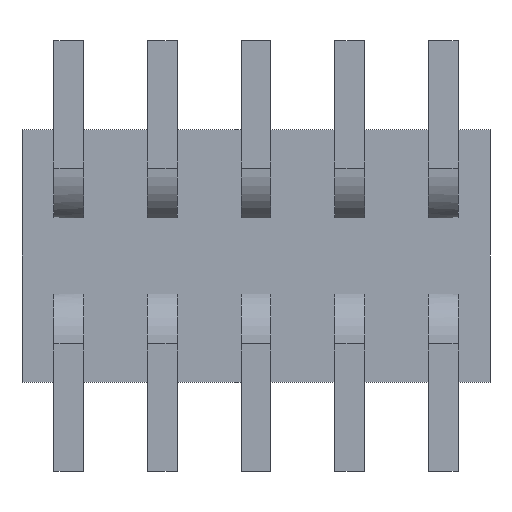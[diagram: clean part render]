
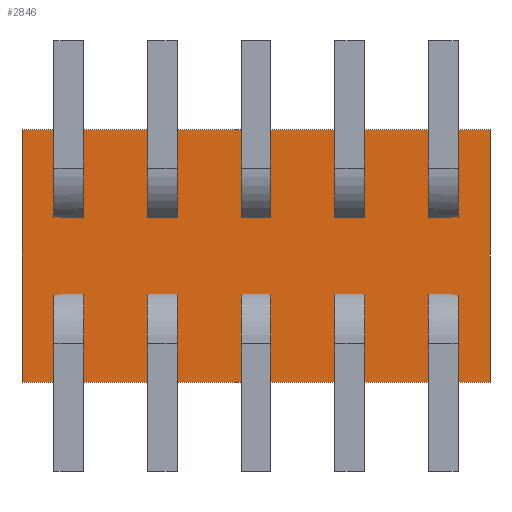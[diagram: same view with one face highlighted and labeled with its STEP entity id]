
A CAD part, front view. The second image highlights one B-rep face of the part: STEP entity #2846.
In plain terms, the highlighted planar face has unit normal (0, -1, 0).
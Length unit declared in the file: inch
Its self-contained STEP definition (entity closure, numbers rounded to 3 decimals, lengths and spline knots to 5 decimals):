
#873=ORIENTED_EDGE('',*,*,#1263,.F.);
#874=ORIENTED_EDGE('',*,*,#1273,.F.);
#875=ORIENTED_EDGE('',*,*,#1270,.F.);
#876=ORIENTED_EDGE('',*,*,#1267,.F.);
#1263=EDGE_CURVE('',#1519,#1520,#1873,.T.);
#1267=EDGE_CURVE('',#1520,#1523,#1877,.T.);
#1270=EDGE_CURVE('',#1523,#1525,#1880,.T.);
#1273=EDGE_CURVE('',#1525,#1519,#1883,.T.);
#1519=VERTEX_POINT('',#4611);
#1520=VERTEX_POINT('',#4612);
#1523=VERTEX_POINT('',#4620);
#1525=VERTEX_POINT('',#4626);
#1873=LINE('',#4610,#2231);
#1877=LINE('',#4619,#2235);
#1880=LINE('',#4625,#2238);
#1883=LINE('',#4631,#2241);
#2231=VECTOR('',#3806,39.37008);
#2235=VECTOR('',#3812,39.37008);
#2238=VECTOR('',#3817,39.37008);
#2241=VECTOR('',#3822,39.37008);
#2394=EDGE_LOOP('',(#873,#874,#875,#876));
#2546=FACE_BOUND('',#2394,.T.);
#2694=PLANE('',#3078);
#2846=ADVANCED_FACE('',(#2546),#2694,.F.);
#3078=AXIS2_PLACEMENT_3D('',#4634,#3826,#3827);
#3806=DIRECTION('',(0.,0.,1.));
#3812=DIRECTION('',(1.,0.,0.));
#3817=DIRECTION('',(0.,0.,-1.));
#3822=DIRECTION('',(-1.,0.,0.));
#3826=DIRECTION('',(0.,1.,0.));
#3827=DIRECTION('',(0.,0.,1.));
#4610=CARTESIAN_POINT('',(-0.125,0.,-0.0675));
#4611=CARTESIAN_POINT('',(-0.125,0.,-0.0675));
#4612=CARTESIAN_POINT('',(-0.125,0.,0.0675));
#4619=CARTESIAN_POINT('',(-0.125,0.,0.0675));
#4620=CARTESIAN_POINT('',(0.125,0.,0.0675));
#4625=CARTESIAN_POINT('',(0.125,0.,0.0675));
#4626=CARTESIAN_POINT('',(0.125,0.,-0.0675));
#4631=CARTESIAN_POINT('',(0.125,0.,-0.0675));
#4634=CARTESIAN_POINT('',(0.,0.,0.));
